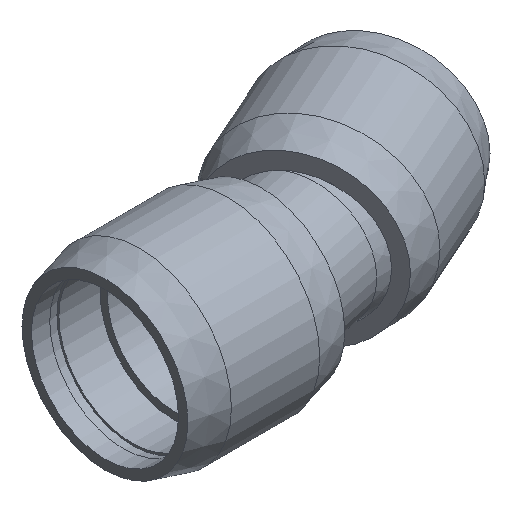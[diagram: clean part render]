
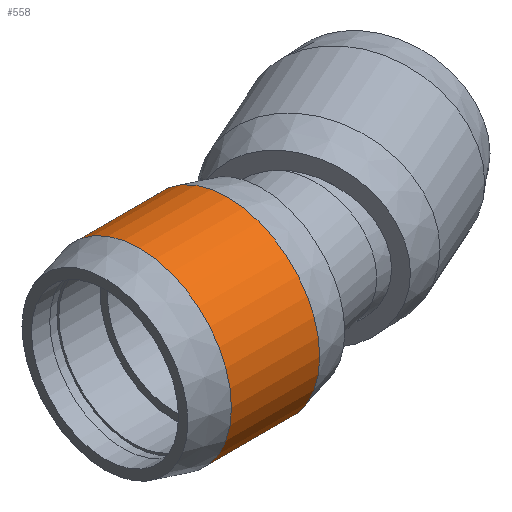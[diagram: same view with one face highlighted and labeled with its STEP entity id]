
A CAD part, isometric view. The second image highlights one B-rep face of the part: STEP entity #558.
In plain terms, the highlighted cylindrical face has radius 141 mm (diameter 282 mm), a full revolution.
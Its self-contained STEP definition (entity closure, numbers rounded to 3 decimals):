
#52=CYLINDRICAL_SURFACE('',#628,141.);
#78=FACE_BOUND('',#196,.T.);
#130=FACE_OUTER_BOUND('',#195,.T.);
#195=EDGE_LOOP('',(#467));
#196=EDGE_LOOP('',(#468));
#289=CIRCLE('',#629,141.);
#290=CIRCLE('',#630,141.);
#340=VERTEX_POINT('',#1224);
#341=VERTEX_POINT('',#1226);
#395=EDGE_CURVE('',#340,#340,#289,.T.);
#396=EDGE_CURVE('',#341,#341,#290,.T.);
#467=ORIENTED_EDGE('',*,*,#395,.F.);
#468=ORIENTED_EDGE('',*,*,#396,.T.);
#558=ADVANCED_FACE('',(#130,#78),#52,.T.);
#628=AXIS2_PLACEMENT_3D('',#1223,#763,#764);
#629=AXIS2_PLACEMENT_3D('',#1225,#765,#766);
#630=AXIS2_PLACEMENT_3D('',#1227,#767,#768);
#763=DIRECTION('center_axis',(1.,0.,0.));
#764=DIRECTION('ref_axis',(0.,1.,0.));
#765=DIRECTION('center_axis',(1.,0.,0.));
#766=DIRECTION('ref_axis',(0.,0.,-1.));
#767=DIRECTION('center_axis',(1.,0.,0.));
#768=DIRECTION('ref_axis',(0.,0.,-1.));
#1223=CARTESIAN_POINT('Origin',(0.,0.,
0.));
#1224=CARTESIAN_POINT('',(67.5,141.,0.));
#1225=CARTESIAN_POINT('Origin',(67.5,0.,0.));
#1226=CARTESIAN_POINT('',(-67.5,141.,0.));
#1227=CARTESIAN_POINT('Origin',(-67.5,0.,0.));
